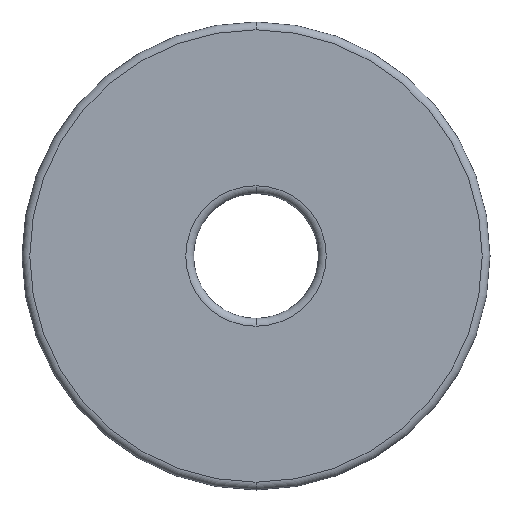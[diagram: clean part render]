
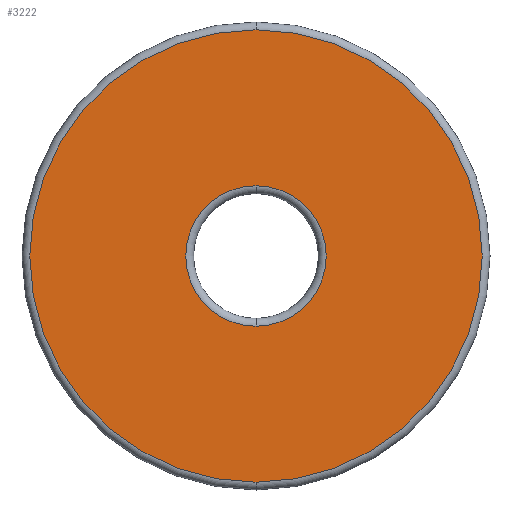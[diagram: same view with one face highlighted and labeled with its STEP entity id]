
A CAD part, front view. The second image highlights one B-rep face of the part: STEP entity #3222.
In plain terms, the highlighted planar face has unit normal (0, -1, 0).
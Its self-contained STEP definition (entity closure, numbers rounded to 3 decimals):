
#1101 = CIRCLE ( 'NONE', #2939, 4.5 ) ;
#1509 = EDGE_LOOP ( 'NONE', ( #13324, #13674 ) ) ;
#1558 = VERTEX_POINT ( 'NONE', #8731 ) ;
#1766 = CARTESIAN_POINT ( 'NONE',  ( 0., -17., 14.5 ) ) ;
#1885 = CIRCLE ( 'NONE', #7420, 14.5 ) ;
#2900 = CARTESIAN_POINT ( 'NONE',  ( 0., -17., 4.5 ) ) ;
#2939 = AXIS2_PLACEMENT_3D ( 'NONE', #4751, #6864, #11314 ) ;
#3222 = ADVANCED_FACE ( 'NONE', ( #5209, #13733 ), #5930, .F. ) ;
#3316 = DIRECTION ( 'NONE',  ( 0., -1., 0. ) ) ;
#3621 = DIRECTION ( 'NONE',  ( 0., 1., 0. ) ) ;
#3831 = EDGE_CURVE ( 'NONE', #13729, #8520, #1885, .T. ) ;
#4334 = CARTESIAN_POINT ( 'NONE',  ( 0., -17., 0. ) ) ;
#4751 = CARTESIAN_POINT ( 'NONE',  ( 0., -17., 0. ) ) ;
#5209 = FACE_BOUND ( 'NONE', #9524, .T. ) ;
#5241 = CARTESIAN_POINT ( 'NONE',  ( 0., -17., -14.5 ) ) ;
#5503 = DIRECTION ( 'NONE',  ( 0., 0., 1. ) ) ;
#5508 = VERTEX_POINT ( 'NONE', #2900 ) ;
#5930 = PLANE ( 'NONE',  #7224 ) ;
#6252 = DIRECTION ( 'NONE',  ( 0., -1., 0. ) ) ;
#6510 = DIRECTION ( 'NONE',  ( 0., 0., 1. ) ) ;
#6831 = CARTESIAN_POINT ( 'NONE',  ( 0., -17., 0. ) ) ;
#6864 = DIRECTION ( 'NONE',  ( 0., 1., 0. ) ) ;
#7224 = AXIS2_PLACEMENT_3D ( 'NONE', #6831, #3621, #13432 ) ;
#7420 = AXIS2_PLACEMENT_3D ( 'NONE', #7688, #3316, #5503 ) ;
#7688 = CARTESIAN_POINT ( 'NONE',  ( 0., -17., 0. ) ) ;
#8157 = DIRECTION ( 'NONE',  ( 0., 0., 1. ) ) ;
#8520 = VERTEX_POINT ( 'NONE', #1766 ) ;
#8731 = CARTESIAN_POINT ( 'NONE',  ( 0., -17., -4.5 ) ) ;
#9129 = EDGE_CURVE ( 'NONE', #5508, #1558, #10133, .T. ) ;
#9524 = EDGE_LOOP ( 'NONE', ( #13285, #12667 ) ) ;
#10133 = CIRCLE ( 'NONE', #11933, 4.5 ) ;
#10350 = CARTESIAN_POINT ( 'NONE',  ( 0., -17., 0. ) ) ;
#10589 = AXIS2_PLACEMENT_3D ( 'NONE', #10350, #6252, #8157 ) ;
#11314 = DIRECTION ( 'NONE',  ( 0., 0., 1. ) ) ;
#11933 = AXIS2_PLACEMENT_3D ( 'NONE', #4334, #13053, #6510 ) ;
#12224 = EDGE_CURVE ( 'NONE', #8520, #13729, #12399, .T. ) ;
#12399 = CIRCLE ( 'NONE', #10589, 14.5 ) ;
#12667 = ORIENTED_EDGE ( 'NONE', *, *, #12955, .T. ) ;
#12955 = EDGE_CURVE ( 'NONE', #1558, #5508, #1101, .T. ) ;
#13053 = DIRECTION ( 'NONE',  ( 0., 1., 0. ) ) ;
#13285 = ORIENTED_EDGE ( 'NONE', *, *, #9129, .T. ) ;
#13324 = ORIENTED_EDGE ( 'NONE', *, *, #12224, .T. ) ;
#13432 = DIRECTION ( 'NONE',  ( 0., 0., 1. ) ) ;
#13674 = ORIENTED_EDGE ( 'NONE', *, *, #3831, .T. ) ;
#13729 = VERTEX_POINT ( 'NONE', #5241 ) ;
#13733 = FACE_OUTER_BOUND ( 'NONE', #1509, .T. ) ;
